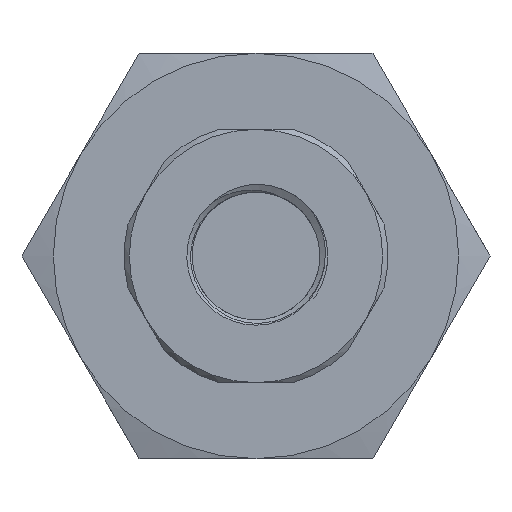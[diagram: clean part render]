
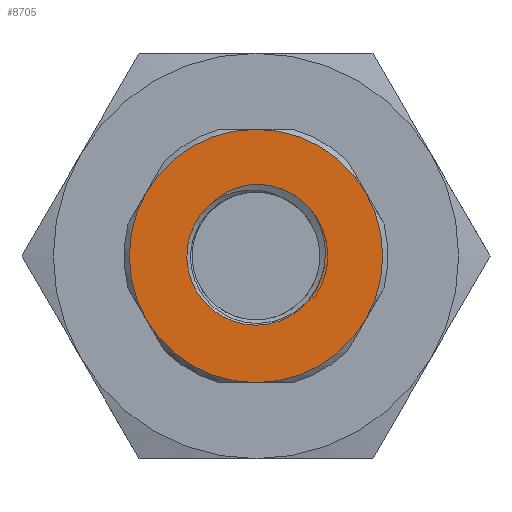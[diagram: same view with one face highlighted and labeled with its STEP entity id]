
A CAD part, front view. The second image highlights one B-rep face of the part: STEP entity #8705.
In plain terms, the highlighted planar face has unit normal (0, -1, 0).
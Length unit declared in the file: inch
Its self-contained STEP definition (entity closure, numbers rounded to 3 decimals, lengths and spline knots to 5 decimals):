
#95 = EDGE_CURVE ( 'Defeatured_0_45+Defeatured_0_46+Defeatured_0_46+Defeatured_0_46', #899, #3445, #3539, .T. ) ;
#125 = AXIS2_PLACEMENT_3D ( 'NONE', #6414, #2355, #7114 ) ;
#140 = CARTESIAN_POINT ( 'NONE',  ( -0.19097, -4., 0.36463 ) ) ;
#282 = DIRECTION ( 'NONE',  ( 0.866, 0., 0.5 ) ) ;
#325 = CARTESIAN_POINT ( 'NONE',  ( 0.64411, -4., 0.37188 ) ) ;
#402 = CARTESIAN_POINT ( 'NONE',  ( 0.06661, -4., 0.41701 ) ) ;
#452 = ORIENTED_EDGE ( 'NONE', *, *, #4542, .T. ) ;
#598 = EDGE_CURVE ( 'Defeatured_0_45+Defeatured_0_64+Defeatured_0_63+Defeatured_0_60', #5237, #2169, #859, .T. ) ;
#639 = CIRCLE ( 'NONE', #7409, 0.40625 ) ;
#658 = CARTESIAN_POINT ( 'NONE',  ( 0.35812, -4., 0.21412 ) ) ;
#859 = B_SPLINE_CURVE_WITH_KNOTS ( 'NONE', 3,
 ( #6230, #7733, #4877, #7621, #140, #2873, #8369, #2247, #3629, #5670, #914, #2986 ),
 .UNSPECIFIED., .F., .F.,
 ( 4, 2, 2, 2, 2, 4 ),
 ( 0.01576, 0.01777, 0.01878, 0.01979, 0.02181, 0.02383 ),
 .UNSPECIFIED. ) ;
#899 = VERTEX_POINT ( 'NONE', #2589 ) ;
#914 = CARTESIAN_POINT ( 'NONE',  ( -0.01522, -4., 0.4207 ) ) ;
#941 = CARTESIAN_POINT ( 'NONE',  ( 0., -4., 0. ) ) ;
#989 = CARTESIAN_POINT ( 'NONE',  ( 0., -4., 0. ) ) ;
#995 = B_SPLINE_CURVE_WITH_KNOTS ( 'NONE', 3,
 ( #8575, #3785, #402, #5171, #1066, #5840, #1759, #6518, #2446, #7215, #3138, #7917, #3834 ),
 .UNSPECIFIED., .F., .F.,
 ( 4, 2, 2, 1, 2, 2, 4 ),
 ( 0., 0.00211, 0.00316, 0.00421, 0.00527, 0.00632, 0.00843 ),
 .UNSPECIFIED. ) ;
#1039 = AXIS2_PLACEMENT_3D ( 'NONE', #941, #5047, #282 ) ;
#1066 = CARTESIAN_POINT ( 'NONE',  ( 0.1203, -4., 0.40409 ) ) ;
#1194 = EDGE_LOOP ( 'NONE', ( #7321, #1776 ) ) ;
#1206 = CARTESIAN_POINT ( 'NONE',  ( 0.40624, -4., -0.00324 ) ) ;
#1258 = AXIS2_PLACEMENT_3D ( 'NONE', #2987, #1640, #6392 ) ;
#1304 = CARTESIAN_POINT ( 'NONE',  ( 0.3228, -4., 0.27022 ) ) ;
#1334 = CARTESIAN_POINT ( 'NONE',  ( 0.37536, -4., 0.17798 ) ) ;
#1616 = EDGE_CURVE ( 'Defeatured_0_63+Defeatured_0_45+Defeatured_0_64+Defeatured_0_62', #5237, #3653, #639, .T. ) ;
#1640 = DIRECTION ( 'NONE',  ( 0., 1., 0. ) ) ;
#1681 = DIRECTION ( 'NONE',  ( 0.866, 0., 0.5 ) ) ;
#1759 = CARTESIAN_POINT ( 'NONE',  ( 0.17171, -4., 0.38555 ) ) ;
#1776 = ORIENTED_EDGE ( 'NONE', *, *, #7341, .T. ) ;
#2027 = CARTESIAN_POINT ( 'NONE',  ( 0.39316, -4., 0.1282 ) ) ;
#2169 = VERTEX_POINT ( 'NONE', #6206 ) ;
#2174 = EDGE_LOOP ( 'NONE', ( #7504, #7742, #452, #8464 ) ) ;
#2247 = CARTESIAN_POINT ( 'NONE',  ( -0.11889, -4., 0.39872 ) ) ;
#2355 = DIRECTION ( 'NONE',  ( 0., -1., 0. ) ) ;
#2446 = CARTESIAN_POINT ( 'NONE',  ( 0.21994, -4., 0.3597 ) ) ;
#2589 = CARTESIAN_POINT ( 'NONE',  ( -0.64411, -4., -0.37188 ) ) ;
#2713 = CARTESIAN_POINT ( 'NONE',  ( 0.40481, -4., 0.06297 ) ) ;
#2873 = CARTESIAN_POINT ( 'NONE',  ( -0.1676, -4., 0.37735 ) ) ;
#2986 = CARTESIAN_POINT ( 'NONE',  ( 0.01152, -4., 0.42124 ) ) ;
#2987 = CARTESIAN_POINT ( 'NONE',  ( 0., -4., 0. ) ) ;
#3138 = CARTESIAN_POINT ( 'NONE',  ( 0.26543, -4., 0.32845 ) ) ;
#3403 = CARTESIAN_POINT ( 'NONE',  ( 0.40708, -4., 0.02313 ) ) ;
#3445 = VERTEX_POINT ( 'NONE', #325 ) ;
#3539 = CIRCLE ( 'NONE', #1039, 0.74375 ) ;
#3629 = CARTESIAN_POINT ( 'NONE',  ( -0.09372, -4., 0.4066 ) ) ;
#3653 = VERTEX_POINT ( 'NONE', #1206 ) ;
#3785 = CARTESIAN_POINT ( 'NONE',  ( 0.03917, -4., 0.42048 ) ) ;
#3834 = CARTESIAN_POINT ( 'NONE',  ( 0.3053, -4., 0.29045 ) ) ;
#4060 = CARTESIAN_POINT ( 'NONE',  ( 0.3053, -4., 0.29045 ) ) ;
#4092 = CARTESIAN_POINT ( 'NONE',  ( 0.40624, -4., -0.00324 ) ) ;
#4357 = FACE_BOUND ( 'NONE', #2174, .T. ) ;
#4542 = EDGE_CURVE ( 'Defeatured_0_45+Defeatured_0_62+Defeatured_0_60+Defeatured_0_63', #7269, #3653, #7061, .T. ) ;
#4747 = CARTESIAN_POINT ( 'NONE',  ( 0.33818, -4., 0.2486 ) ) ;
#4877 = CARTESIAN_POINT ( 'NONE',  ( -0.23506, -4., 0.33553 ) ) ;
#5047 = DIRECTION ( 'NONE',  ( 0., -1., 0. ) ) ;
#5171 = CARTESIAN_POINT ( 'NONE',  ( 0.10701, -4., 0.40781 ) ) ;
#5237 = VERTEX_POINT ( 'NONE', #6614 ) ;
#5426 = CARTESIAN_POINT ( 'NONE',  ( 0.36427, -4., 0.20224 ) ) ;
#5670 = CARTESIAN_POINT ( 'NONE',  ( -0.04193, -4., 0.4176 ) ) ;
#5761 = DIRECTION ( 'NONE',  ( 0., -1., 0. ) ) ;
#5840 = CARTESIAN_POINT ( 'NONE',  ( 0.14627, -4., 0.39543 ) ) ;
#5958 = CIRCLE ( 'NONE', #125, 0.74375 ) ;
#6103 = CARTESIAN_POINT ( 'NONE',  ( 0.38027, -4., 0.16566 ) ) ;
#6206 = CARTESIAN_POINT ( 'NONE',  ( 0.01152, -4., 0.42124 ) ) ;
#6230 = CARTESIAN_POINT ( 'NONE',  ( -0.27427, -4., 0.2997 ) ) ;
#6392 = DIRECTION ( 'NONE',  ( -0.866, 0., -0.5 ) ) ;
#6414 = CARTESIAN_POINT ( 'NONE',  ( 0., -4., 0. ) ) ;
#6518 = CARTESIAN_POINT ( 'NONE',  ( 0.19609, -4., 0.37324 ) ) ;
#6614 = CARTESIAN_POINT ( 'NONE',  ( -0.27427, -4., 0.2997 ) ) ;
#6791 = CARTESIAN_POINT ( 'NONE',  ( 0.39932, -4., 0.10253 ) ) ;
#6988 = EDGE_CURVE ( 'Defeatured_0_45+Defeatured_0_60+Defeatured_0_64+Defeatured_0_62', #2169, #7269, #995, .T. ) ;
#7061 = B_SPLINE_CURVE_WITH_KNOTS ( 'NONE', 3,
 ( #4060, #1304, #4747, #658, #5426, #1334, #6103, #2027, #6791, #2713, #7489, #3403, #8178, #4092 ),
 .UNSPECIFIED., .F., .F.,
 ( 4, 2, 2, 2, 2, 2, 4 ),
 ( 0., 0.00202, 0.00303, 0.00404, 0.00606, 0.00707, 0.00808 ),
 .UNSPECIFIED. ) ;
#7114 = DIRECTION ( 'NONE',  ( 0.866, 0., 0.5 ) ) ;
#7215 = CARTESIAN_POINT ( 'NONE',  ( 0.23165, -4., 0.35228 ) ) ;
#7269 = VERTEX_POINT ( 'NONE', #7754 ) ;
#7321 = ORIENTED_EDGE ( 'NONE', *, *, #95, .T. ) ;
#7341 = EDGE_CURVE ( 'Defeatured_0_45+Defeatured_0_46+Defeatured_0_46+Defeatured_0_46', #3445, #899, #5958, .T. ) ;
#7409 = AXIS2_PLACEMENT_3D ( 'NONE', #989, #5761, #1681 ) ;
#7489 = CARTESIAN_POINT ( 'NONE',  ( 0.40601, -4., 0.04961 ) ) ;
#7504 = ORIENTED_EDGE ( 'NONE', *, *, #598, .T. ) ;
#7621 = CARTESIAN_POINT ( 'NONE',  ( -0.20227, -4., 0.35774 ) ) ;
#7733 = CARTESIAN_POINT ( 'NONE',  ( -0.25543, -4., 0.31867 ) ) ;
#7742 = ORIENTED_EDGE ( 'NONE', *, *, #6988, .T. ) ;
#7754 = CARTESIAN_POINT ( 'NONE',  ( 0.3053, -4., 0.29045 ) ) ;
#7917 = CARTESIAN_POINT ( 'NONE',  ( 0.28624, -4., 0.31049 ) ) ;
#7982 = FACE_OUTER_BOUND ( 'NONE', #1194, .T. ) ;
#8178 = CARTESIAN_POINT ( 'NONE',  ( 0.40698, -4., 0.00992 ) ) ;
#8369 = CARTESIAN_POINT ( 'NONE',  ( -0.15552, -4., 0.38318 ) ) ;
#8454 = PLANE ( 'NONE',  #1258 ) ;
#8464 = ORIENTED_EDGE ( 'NONE', *, *, #1616, .F. ) ;
#8575 = CARTESIAN_POINT ( 'NONE',  ( 0.01152, -4., 0.42124 ) ) ;
#8705 = ADVANCED_FACE ( 'Defeatured_0_45', ( #4357, #7982 ), #8454, .F. ) ;
